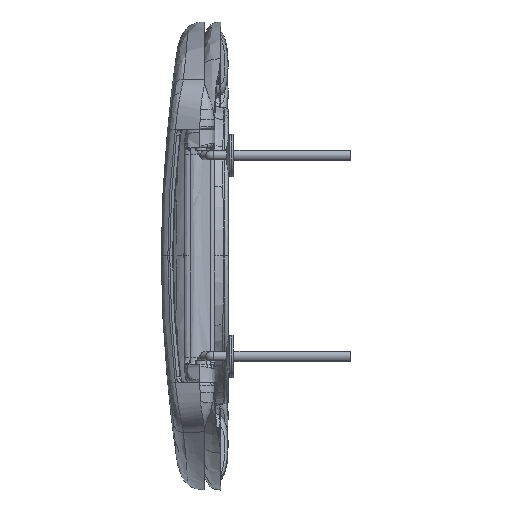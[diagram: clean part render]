
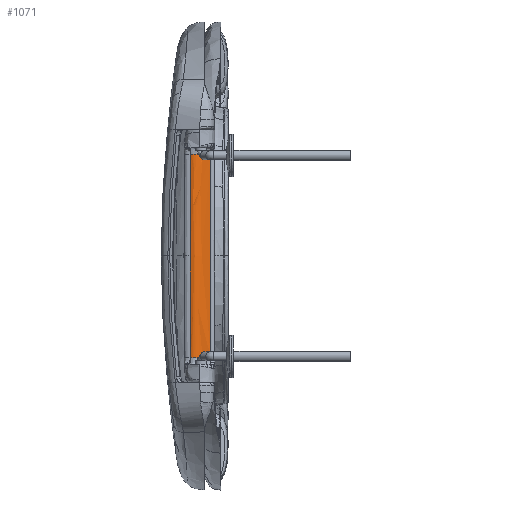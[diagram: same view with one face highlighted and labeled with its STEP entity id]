
A CAD part, left-side view. The second image highlights one B-rep face of the part: STEP entity #1071.
In plain terms, the highlighted face is a extrusion surface.
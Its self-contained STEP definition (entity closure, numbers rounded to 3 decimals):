
#163=SURFACE_OF_LINEAR_EXTRUSION('',#1772,#233);
#193=LINE('',#21637,#230);
#194=LINE('',#21640,#231);
#195=LINE('',#21651,#232);
#230=VECTOR('',#6759,1.);
#231=VECTOR('',#6760,1.);
#232=VECTOR('',#6761,1.);
#233=VECTOR('',#6762,1.);
#699=FACE_OUTER_BOUND('',#2490,.T.);
#1071=ADVANCED_FACE('NONE',(#699),#163,.T.);
#1770=B_SPLINE_CURVE_WITH_KNOTS('',3,(#21642,#21643,#21644,#21645,#21646,
#21647,#21648,#21649),.UNSPECIFIED.,.F.,.F.,(4,2,2,4),(0.,0.5,0.75,1.),
 .UNSPECIFIED.);
#1771=B_SPLINE_CURVE_WITH_KNOTS('',3,(#21653,#21654,#21655,#21656,#21657,
#21658,#21659,#21660),.UNSPECIFIED.,.F.,.F.,(4,2,2,4),(0.,0.25,0.5,1.),
 .UNSPECIFIED.);
#1772=B_SPLINE_CURVE_WITH_KNOTS('',5,(#21661,#21662,#21663,#21664,#21665,
#21666,#21667,#21668,#21669,#21670,#21671,#21672),.UNSPECIFIED.,.F.,.F.,
(6,3,3,6),(0.,0.083,0.917,1.),.UNSPECIFIED.);
#2490=EDGE_LOOP('',(#3543,#3544,#3545,#3546,#3547));
#3543=ORIENTED_EDGE('',*,*,#5822,.T.);
#3544=ORIENTED_EDGE('',*,*,#5823,.T.);
#3545=ORIENTED_EDGE('',*,*,#5824,.F.);
#3546=ORIENTED_EDGE('',*,*,#5825,.F.);
#3547=ORIENTED_EDGE('',*,*,#5826,.F.);
#5085=VERTEX_POINT('',#21638);
#5086=VERTEX_POINT('',#21639);
#5087=VERTEX_POINT('',#21641);
#5088=VERTEX_POINT('',#21650);
#5089=VERTEX_POINT('',#21652);
#5822=EDGE_CURVE('NONE',#5085,#5086,#193,.T.);
#5823=EDGE_CURVE('',#5086,#5087,#194,.T.);
#5824=EDGE_CURVE('',#5088,#5087,#1770,.T.);
#5825=EDGE_CURVE('NONE',#5089,#5088,#195,.T.);
#5826=EDGE_CURVE('NONE',#5085,#5089,#1771,.T.);
#6759=DIRECTION('',(0.,0.,-1.));
#6760=DIRECTION('',(0.,0.,-1.));
#6761=DIRECTION('',(0.,0.,-1.));
#6762=DIRECTION('',(0.,0.,-1.));
#21637=CARTESIAN_POINT('',(2.342,8.536,39.211));
#21638=CARTESIAN_POINT('',(2.342,8.536,78.423));
#21639=CARTESIAN_POINT('',(2.342,8.536,0.));
#21640=CARTESIAN_POINT('',(2.342,8.536,-39.211));
#21641=CARTESIAN_POINT('',(2.342,8.536,-78.423));
#21642=CARTESIAN_POINT('',(12.115,-7.491,-78.423));
#21643=CARTESIAN_POINT('',(12.13,-3.702,-78.423));
#21644=CARTESIAN_POINT('',(12.012,-0.269,-78.423));
#21645=CARTESIAN_POINT('',(9.919,3.927,-78.423));
#21646=CARTESIAN_POINT('',(8.899,5.153,-78.423));
#21647=CARTESIAN_POINT('',(6.11,7.162,-78.423));
#21648=CARTESIAN_POINT('',(4.345,7.943,-78.423));
#21649=CARTESIAN_POINT('',(2.342,8.536,-78.423));
#21650=CARTESIAN_POINT('',(12.115,-7.491,-78.423));
#21651=CARTESIAN_POINT('',(12.114,-7.491,39.211));
#21652=CARTESIAN_POINT('',(12.115,-7.491,78.423));
#21653=CARTESIAN_POINT('',(2.342,8.536,78.423));
#21654=CARTESIAN_POINT('',(4.345,7.943,78.423));
#21655=CARTESIAN_POINT('',(6.11,7.162,78.423));
#21656=CARTESIAN_POINT('',(8.899,5.153,78.423));
#21657=CARTESIAN_POINT('',(9.919,3.927,78.423));
#21658=CARTESIAN_POINT('',(12.012,-0.269,78.423));
#21659=CARTESIAN_POINT('',(12.13,-3.702,78.423));
#21660=CARTESIAN_POINT('',(12.115,-7.491,78.423));
#21661=CARTESIAN_POINT('',(12.039,-13.277,-39.211));
#21662=CARTESIAN_POINT('',(12.049,-12.695,-39.211));
#21663=CARTESIAN_POINT('',(12.058,-12.122,-39.211));
#21664=CARTESIAN_POINT('',(12.067,-11.557,-39.211));
#21665=CARTESIAN_POINT('',(12.16,-5.441,-39.211));
#21666=CARTESIAN_POINT('',(12.184,-0.424,-39.211));
#21667=CARTESIAN_POINT('',(11.899,4.238,-39.211));
#21668=CARTESIAN_POINT('',(7.322,7.207,-39.211));
#21669=CARTESIAN_POINT('',(1.251,8.845,-39.211));
#21670=CARTESIAN_POINT('',(0.69,8.987,-39.211));
#21671=CARTESIAN_POINT('',(0.125,9.124,-39.211));
#21672=CARTESIAN_POINT('',(-0.442,9.26,-39.211));
